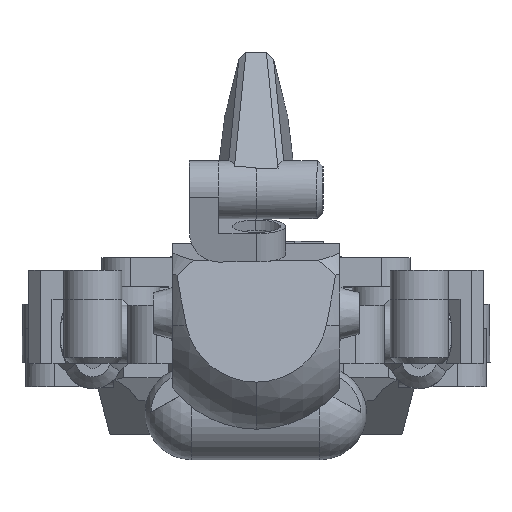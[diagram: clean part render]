
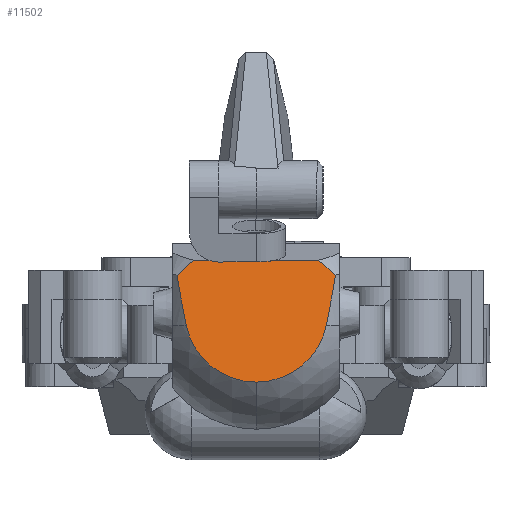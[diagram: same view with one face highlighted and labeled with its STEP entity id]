
A CAD part, top view. The second image highlights one B-rep face of the part: STEP entity #11502.
In plain terms, the highlighted planar face has unit normal (0, 0.174, 0.985).
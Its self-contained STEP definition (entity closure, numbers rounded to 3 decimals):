
#86=B_SPLINE_CURVE_WITH_KNOTS('',3,(#17394,#17395,#17396,#17397,#17398,
#17399,#17400,#17401,#17402,#17403),.UNSPECIFIED.,.F.,.F.,(4,3,3,4),(-0.223,
-0.158,-0.082,-0.038),
 .UNSPECIFIED.);
#87=B_SPLINE_CURVE_WITH_KNOTS('',3,(#17407,#17408,#17409,#17410,#17411,
#17412,#17413,#17414,#17415,#17416),.UNSPECIFIED.,.F.,.F.,(4,3,3,4),(-2.302,
-2.209,-2.108,-2.049),.UNSPECIFIED.);
#183=ELLIPSE('',#12350,52.981,9.2);
#184=ELLIPSE('',#12352,52.981,9.2);
#580=PLANE('',#12351);
#1190=FACE_OUTER_BOUND('',#1867,.T.);
#1867=EDGE_LOOP('',(#8351,#8352,#8353,#8354,#8355,#8356,#8357));
#2674=LINE('',#17068,#3712);
#3712=VECTOR('',#13647,10.);
#4727=CIRCLE('',#12347,6.146);
#4729=CIRCLE('',#12353,6.146);
#5185=VERTEX_POINT('',#17066);
#5186=VERTEX_POINT('',#17067);
#5254=VERTEX_POINT('',#17380);
#5255=VERTEX_POINT('',#17382);
#5256=VERTEX_POINT('',#17386);
#5257=VERTEX_POINT('',#17393);
#5258=VERTEX_POINT('',#17404);
#6351=EDGE_CURVE('',#5185,#5186,#2674,.T.);
#6446=EDGE_CURVE('',#5255,#5254,#4727,.F.);
#6448=EDGE_CURVE('',#5254,#5256,#183,.F.);
#6450=EDGE_CURVE('',#5257,#5186,#86,.F.);
#6451=EDGE_CURVE('',#5258,#5257,#184,.T.);
#6452=EDGE_CURVE('',#5255,#5258,#4729,.T.);
#6453=EDGE_CURVE('',#5256,#5185,#87,.T.);
#8351=ORIENTED_EDGE('',*,*,#6351,.T.);
#8352=ORIENTED_EDGE('',*,*,#6450,.F.);
#8353=ORIENTED_EDGE('',*,*,#6451,.F.);
#8354=ORIENTED_EDGE('',*,*,#6452,.F.);
#8355=ORIENTED_EDGE('',*,*,#6446,.T.);
#8356=ORIENTED_EDGE('',*,*,#6448,.T.);
#8357=ORIENTED_EDGE('',*,*,#6453,.T.);
#11502=ADVANCED_FACE('',(#1190),#580,.F.);
#12347=AXIS2_PLACEMENT_3D('',#17383,#13804,#13805);
#12350=AXIS2_PLACEMENT_3D('',#17387,#13810,#13811);
#12351=AXIS2_PLACEMENT_3D('',#17392,#13812,#13813);
#12352=AXIS2_PLACEMENT_3D('',#17405,#13814,#13815);
#12353=AXIS2_PLACEMENT_3D('',#17406,#13816,#13817);
#13647=DIRECTION('',(-1.,0.,0.));
#13804=DIRECTION('center_axis',(0.,-0.174,
-0.985));
#13805=DIRECTION('ref_axis',(0.,-0.985,0.174));
#13810=DIRECTION('center_axis',(0.,-0.174,
-0.985));
#13811=DIRECTION('ref_axis',(0.,-0.985,0.174));
#13812=DIRECTION('center_axis',(0.,-0.174,
-0.985));
#13813=DIRECTION('ref_axis',(-1.,0.,0.));
#13814=DIRECTION('center_axis',(0.,-0.174,
-0.985));
#13815=DIRECTION('ref_axis',(0.,-0.985,0.174));
#13816=DIRECTION('center_axis',(0.,-0.174,
-0.985));
#13817=DIRECTION('ref_axis',(0.,-0.985,0.174));
#17066=CARTESIAN_POINT('',(5.348,3.708,35.79));
#17067=CARTESIAN_POINT('',(-5.348,3.708,35.79));
#17068=CARTESIAN_POINT('',(0.018,3.708,35.79));
#17380=CARTESIAN_POINT('',(6.008,-1.894,36.778));
#17382=CARTESIAN_POINT('',(0.,-6.757,37.636));
#17383=CARTESIAN_POINT('Origin',(-0.018,-0.705,
36.568));
#17386=CARTESIAN_POINT('',(6.788,2.425,36.017));
#17387=CARTESIAN_POINT('Origin',(-0.018,37.533,29.826));
#17392=CARTESIAN_POINT('Origin',(0.018,-6.075,37.515));
#17393=CARTESIAN_POINT('',(-6.788,2.425,36.017));
#17394=CARTESIAN_POINT('Ctrl Pts',(-5.348,3.708,35.79));
#17395=CARTESIAN_POINT('Ctrl Pts',(-5.52,3.561,35.816));
#17396=CARTESIAN_POINT('Ctrl Pts',(-5.692,3.411,35.843));
#17397=CARTESIAN_POINT('Ctrl Pts',(-5.863,3.26,35.869));
#17398=CARTESIAN_POINT('Ctrl Pts',(-6.062,3.084,35.9));
#17399=CARTESIAN_POINT('Ctrl Pts',(-6.26,2.907,35.932));
#17400=CARTESIAN_POINT('Ctrl Pts',(-6.454,2.73,35.963));
#17401=CARTESIAN_POINT('Ctrl Pts',(-6.567,2.628,35.981));
#17402=CARTESIAN_POINT('Ctrl Pts',(-6.678,2.526,35.999));
#17403=CARTESIAN_POINT('Ctrl Pts',(-6.788,2.425,36.017));
#17404=CARTESIAN_POINT('',(-6.008,-1.894,36.778));
#17405=CARTESIAN_POINT('Origin',(0.018,37.533,29.826));
#17406=CARTESIAN_POINT('Origin',(0.018,-0.705,36.568));
#17407=CARTESIAN_POINT('Ctrl Pts',(6.788,2.425,36.017));
#17408=CARTESIAN_POINT('Ctrl Pts',(6.619,2.58,35.989));
#17409=CARTESIAN_POINT('Ctrl Pts',(6.446,2.738,35.961));
#17410=CARTESIAN_POINT('Ctrl Pts',(6.271,2.896,35.933));
#17411=CARTESIAN_POINT('Ctrl Pts',(6.079,3.069,35.903));
#17412=CARTESIAN_POINT('Ctrl Pts',(5.885,3.242,35.873));
#17413=CARTESIAN_POINT('Ctrl Pts',(5.69,3.412,35.842));
#17414=CARTESIAN_POINT('Ctrl Pts',(5.576,3.512,35.825));
#17415=CARTESIAN_POINT('Ctrl Pts',(5.462,3.61,35.807));
#17416=CARTESIAN_POINT('Ctrl Pts',(5.348,3.708,35.79));
